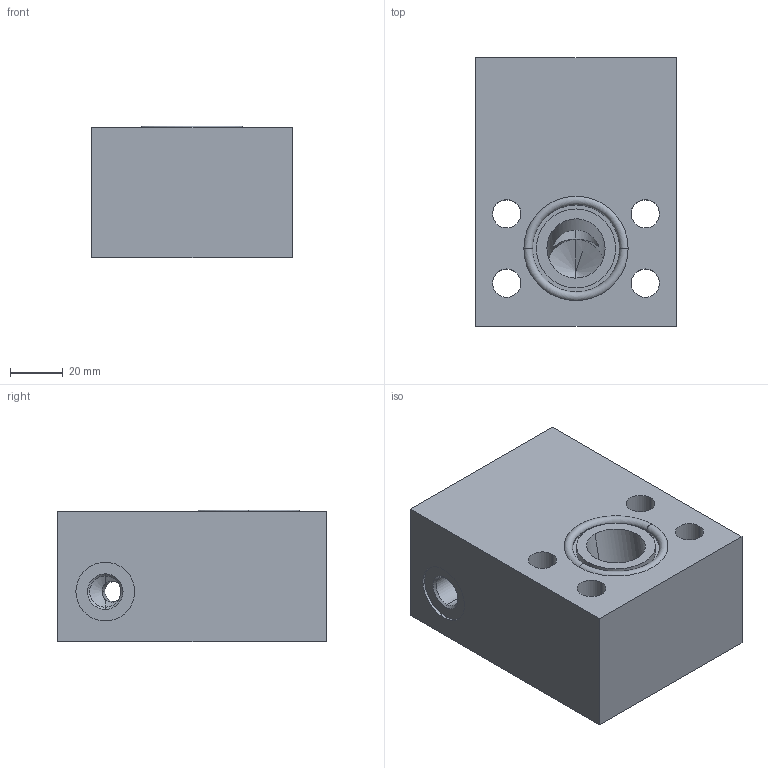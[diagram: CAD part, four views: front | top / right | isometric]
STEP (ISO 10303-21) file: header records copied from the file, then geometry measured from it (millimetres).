
FILE_DESCRIPTION (( 'STEP AP203' ), '1' );
FILE_NAME ('ML-2A3-F61M08A-Z04.STEP', '2026-02-24T05:28:21', ( '' ), ( '' ), 'SwSTEP 2.0', 'SolidWorks 2018', '' );
FILE_SCHEMA (( 'CONFIG_CONTROL_DESIGN' ));
Length unit declared in the file: millimetre
Products named in the file (3): 4KAA219AA001; 6EB002A3F50A001_WINNER; ML-2A3-F61M08A-Z04
Assembly tree (2 placements, depth 2):
  ML-2A3-F61M08A-Z04
    4KAA219AA001
    6EB002A3F50A001_WINNER
Bounding box: 76 x 101.6 x 49.91 mm (x, y, z)
Volume: 300140.9 mm3; surface area: 51237.9 mm2
Topology: 2 solids, 2 shells, 458 faces, 1265 edges, 827 vertices
Faces by surface type: cylinder 193, bspline 117, plane 114, cone 26, torus 8
Entity records: 18678 total; most frequent: CARTESIAN_POINT 7170, ORIENTED_EDGE 2518, DIRECTION 2091, EDGE_CURVE 1259, VERTEX_POINT 827, AXIS2_PLACEMENT_3D 744, VECTOR 603, LINE 603
